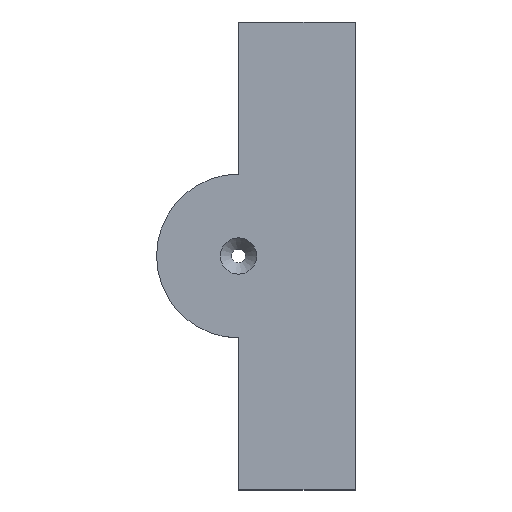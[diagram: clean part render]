
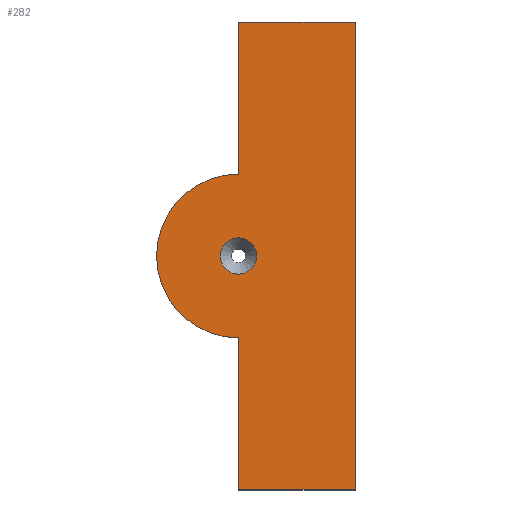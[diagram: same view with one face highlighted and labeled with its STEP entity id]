
A CAD part, top view. The second image highlights one B-rep face of the part: STEP entity #282.
In plain terms, the highlighted planar face has unit normal (0, 0, 1).
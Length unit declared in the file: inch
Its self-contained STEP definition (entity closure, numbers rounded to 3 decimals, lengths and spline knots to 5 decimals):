
#19=FACE_BOUND('',#72,.T.);
#31=PLANE('',#327);
#49=FACE_OUTER_BOUND('',#71,.T.);
#71=EDGE_LOOP('',(#246,#247,#248,#249,#250,#251));
#72=EDGE_LOOP('',(#252));
#83=LINE('',#461,#105);
#86=LINE('',#467,#108);
#89=LINE('',#473,#111);
#92=LINE('',#479,#114);
#96=LINE('',#489,#118);
#105=VECTOR('',#383,0.3937);
#108=VECTOR('',#388,0.3937);
#111=VECTOR('',#393,0.3937);
#114=VECTOR('',#398,0.3937);
#118=VECTOR('',#410,0.3937);
#127=CIRCLE('',#315,0.155);
#131=CIRCLE('',#325,0.7);
#140=VERTEX_POINT('',#445);
#145=VERTEX_POINT('',#458);
#146=VERTEX_POINT('',#460);
#148=VERTEX_POINT('',#466);
#150=VERTEX_POINT('',#472);
#152=VERTEX_POINT('',#478);
#154=VERTEX_POINT('',#484);
#167=EDGE_CURVE('',#140,#140,#127,.T.);
#174=EDGE_CURVE('',#146,#145,#83,.T.);
#177=EDGE_CURVE('',#148,#146,#86,.T.);
#180=EDGE_CURVE('',#150,#148,#89,.T.);
#183=EDGE_CURVE('',#152,#150,#92,.T.);
#186=EDGE_CURVE('',#154,#152,#131,.T.);
#189=EDGE_CURVE('',#145,#154,#96,.T.);
#246=ORIENTED_EDGE('',*,*,#189,.T.);
#247=ORIENTED_EDGE('',*,*,#186,.T.);
#248=ORIENTED_EDGE('',*,*,#183,.T.);
#249=ORIENTED_EDGE('',*,*,#180,.T.);
#250=ORIENTED_EDGE('',*,*,#177,.T.);
#251=ORIENTED_EDGE('',*,*,#174,.T.);
#252=ORIENTED_EDGE('',*,*,#167,.T.);
#282=ADVANCED_FACE('',(#49,#19),#31,.T.);
#315=AXIS2_PLACEMENT_3D('',#446,#369,#370);
#325=AXIS2_PLACEMENT_3D('',#485,#404,#405);
#327=AXIS2_PLACEMENT_3D('',#490,#411,#412);
#369=DIRECTION('center_axis',(0.,0.,-1.));
#370=DIRECTION('ref_axis',(1.,0.,0.));
#383=DIRECTION('',(-1.,0.,0.));
#388=DIRECTION('',(0.,1.,0.));
#393=DIRECTION('',(1.,0.,0.));
#398=DIRECTION('',(0.,-1.,0.));
#404=DIRECTION('center_axis',(0.,0.,1.));
#405=DIRECTION('ref_axis',(0.,1.,0.));
#410=DIRECTION('',(0.,-1.,0.));
#411=DIRECTION('center_axis',(0.,0.,1.));
#412=DIRECTION('ref_axis',(1.,0.,0.));
#445=CARTESIAN_POINT('',(-0.655,0.,0.3));
#446=CARTESIAN_POINT('Origin',(-0.5,0.,0.3));
#458=CARTESIAN_POINT('',(-0.5,2.,0.3));
#460=CARTESIAN_POINT('',(0.5,2.,0.3));
#461=CARTESIAN_POINT('',(-0.5,2.,0.3));
#466=CARTESIAN_POINT('',(0.5,-2.,0.3));
#467=CARTESIAN_POINT('',(0.5,2.,0.3));
#472=CARTESIAN_POINT('',(-0.5,-2.,0.3));
#473=CARTESIAN_POINT('',(0.5,-2.,0.3));
#478=CARTESIAN_POINT('',(-0.5,-0.7,0.3));
#479=CARTESIAN_POINT('',(-0.5,-2.,0.3));
#484=CARTESIAN_POINT('',(-0.5,0.7,0.3));
#485=CARTESIAN_POINT('Origin',(-0.5,0.,0.3));
#489=CARTESIAN_POINT('',(-0.5,-2.,0.3));
#490=CARTESIAN_POINT('Origin',(-0.35,0.,
0.3));
